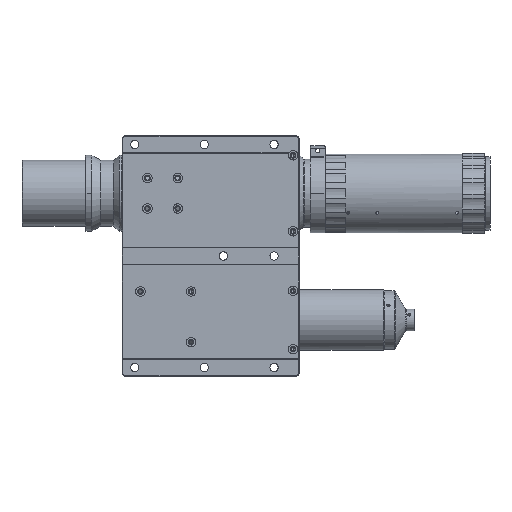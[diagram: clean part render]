
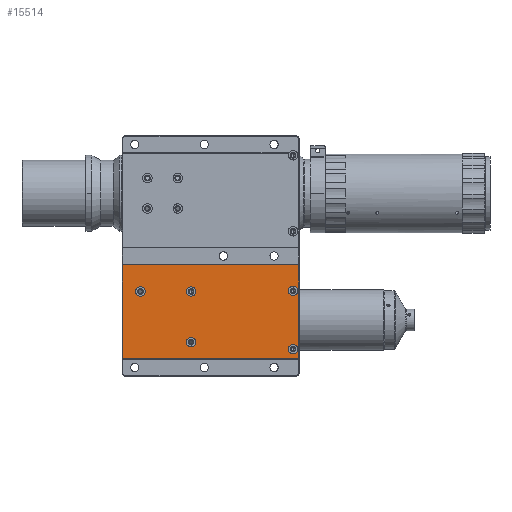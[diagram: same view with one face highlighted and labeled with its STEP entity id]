
A CAD part, front view. The second image highlights one B-rep face of the part: STEP entity #15514.
In plain terms, the highlighted planar face has unit normal (0, -1, 0).
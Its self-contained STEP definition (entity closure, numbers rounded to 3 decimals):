
#13 = DIRECTION ( 'NONE',  ( 0., 1., 0. ) ) ;
#473 = VERTEX_POINT ( 'NONE', #31990 ) ;
#959 = CARTESIAN_POINT ( 'NONE',  ( 213.97, -41.5, -119.25 ) ) ;
#1128 = VERTEX_POINT ( 'NONE', #9541 ) ;
#1303 = CIRCLE ( 'NONE', #37361, 3.75 ) ;
#1335 = CARTESIAN_POINT ( 'NONE',  ( 133.47, -41.5, -117.5 ) ) ;
#1695 = DIRECTION ( 'NONE',  ( 0., 1., 0. ) ) ;
#1705 = CARTESIAN_POINT ( 'NONE',  ( 213.97, -41.5, -77. ) ) ;
#1815 = DIRECTION ( 'NONE',  ( 0., 0., -1. ) ) ;
#3862 = CARTESIAN_POINT ( 'NONE',  ( 218.47, -41.5, -56.5 ) ) ;
#3959 = AXIS2_PLACEMENT_3D ( 'NONE', #38995, #17936, #42108 ) ;
#4543 = DIRECTION ( 'NONE',  ( 0., 1., 0. ) ) ;
#4789 = FACE_OUTER_BOUND ( 'NONE', #34019, .T. ) ;
#5312 = DIRECTION ( 'NONE',  ( 0., 1., 0. ) ) ;
#5528 = VECTOR ( 'NONE', #24442, 1000. ) ;
#6076 = AXIS2_PLACEMENT_3D ( 'NONE', #1705, #5312, #8875 ) ;
#6106 = CIRCLE ( 'NONE', #34091, 3.75 ) ;
#6386 = ORIENTED_EDGE ( 'NONE', *, *, #11075, .T. ) ;
#7051 = EDGE_LOOP ( 'NONE', ( #38766, #24981 ) ) ;
#7749 = CARTESIAN_POINT ( 'NONE',  ( 133.47, -41.5, -73.75 ) ) ;
#8034 = EDGE_CURVE ( 'NONE', #23310, #13697, #38691, .T. ) ;
#8202 = AXIS2_PLACEMENT_3D ( 'NONE', #1335, #26349, #1815 ) ;
#8482 = VERTEX_POINT ( 'NONE', #16575 ) ;
#8499 = ORIENTED_EDGE ( 'NONE', *, *, #36343, .T. ) ;
#8875 = DIRECTION ( 'NONE',  ( 0., 0., -1. ) ) ;
#8912 = ORIENTED_EDGE ( 'NONE', *, *, #29188, .T. ) ;
#9270 = VERTEX_POINT ( 'NONE', #24200 ) ;
#9541 = CARTESIAN_POINT ( 'NONE',  ( 213.97, -41.5, -73.25 ) ) ;
#9573 = VECTOR ( 'NONE', #24737, 1000. ) ;
#11075 = EDGE_CURVE ( 'NONE', #21143, #1128, #22245, .T. ) ;
#11210 = AXIS2_PLACEMENT_3D ( 'NONE', #33684, #16279, #30599 ) ;
#11643 = DIRECTION ( 'NONE',  ( 0., 1., 0. ) ) ;
#11965 = FACE_BOUND ( 'NONE', #21985, .T. ) ;
#12599 = CARTESIAN_POINT ( 'NONE',  ( 218.47, -41.5, -93.5 ) ) ;
#12628 = ORIENTED_EDGE ( 'NONE', *, *, #8034, .T. ) ;
#12766 = CARTESIAN_POINT ( 'NONE',  ( 133.47, -41.5, -121.25 ) ) ;
#13233 = EDGE_CURVE ( 'NONE', #9270, #36994, #36955, .T. ) ;
#13697 = VERTEX_POINT ( 'NONE', #45227 ) ;
#14224 = EDGE_CURVE ( 'NONE', #20445, #34103, #36338, .T. ) ;
#15009 = DIRECTION ( 'NONE',  ( 0., 1., 0. ) ) ;
#15129 = CIRCLE ( 'NONE', #3959, 3.75 ) ;
#15240 = ORIENTED_EDGE ( 'NONE', *, *, #38795, .T. ) ;
#15387 = DIRECTION ( 'NONE',  ( -1., 0., 0. ) ) ;
#15514 = ADVANCED_FACE ( 'NONE', ( #24638, #11965, #34032, #19695, #36205, #4789 ), #41497, .T. ) ;
#15559 = ORIENTED_EDGE ( 'NONE', *, *, #14224, .T. ) ;
#16160 = AXIS2_PLACEMENT_3D ( 'NONE', #34828, #38332, #17285 ) ;
#16279 = DIRECTION ( 'NONE',  ( 0., 1., 0. ) ) ;
#16575 = CARTESIAN_POINT ( 'NONE',  ( 213.97, -41.5, -126.75 ) ) ;
#16732 = DIRECTION ( 'NONE',  ( 0., -1., 0. ) ) ;
#17170 = VERTEX_POINT ( 'NONE', #3862 ) ;
#17209 = EDGE_CURVE ( 'NONE', #17170, #473, #41028, .T. ) ;
#17285 = DIRECTION ( 'NONE',  ( 0., 0., -1. ) ) ;
#17884 = EDGE_LOOP ( 'NONE', ( #6386, #36797 ) ) ;
#17936 = DIRECTION ( 'NONE',  ( 0., 1., 0. ) ) ;
#18632 = AXIS2_PLACEMENT_3D ( 'NONE', #32574, #15009, #22090 ) ;
#18994 = VECTOR ( 'NONE', #15387, 1000. ) ;
#19040 = CARTESIAN_POINT ( 'NONE',  ( 133.47, -41.5, -117.5 ) ) ;
#19464 = AXIS2_PLACEMENT_3D ( 'NONE', #43769, #1695, #40514 ) ;
#19615 = CIRCLE ( 'NONE', #8202, 3.75 ) ;
#19695 = FACE_BOUND ( 'NONE', #17884, .T. ) ;
#20445 = VERTEX_POINT ( 'NONE', #7749 ) ;
#20975 = EDGE_CURVE ( 'NONE', #38441, #40552, #19615, .T. ) ;
#21143 = VERTEX_POINT ( 'NONE', #41991 ) ;
#21985 = EDGE_LOOP ( 'NONE', ( #27372, #15559 ) ) ;
#22090 = DIRECTION ( 'NONE',  ( 0., 0., -1. ) ) ;
#22245 = CIRCLE ( 'NONE', #6076, 3.75 ) ;
#22261 = DIRECTION ( 'NONE',  ( 0., 0., -1. ) ) ;
#22265 = DIRECTION ( 'NONE',  ( 0., 0., -1. ) ) ;
#22295 = CARTESIAN_POINT ( 'NONE',  ( 133.47, -41.5, -113.75 ) ) ;
#23223 = EDGE_LOOP ( 'NONE', ( #8912, #36503 ) ) ;
#23310 = VERTEX_POINT ( 'NONE', #33261 ) ;
#23769 = VERTEX_POINT ( 'NONE', #959 ) ;
#24055 = ORIENTED_EDGE ( 'NONE', *, *, #17209, .T. ) ;
#24200 = CARTESIAN_POINT ( 'NONE',  ( 93.47, -41.5, -73.75 ) ) ;
#24262 = CARTESIAN_POINT ( 'NONE',  ( 218.47, -41.5, -56.5 ) ) ;
#24442 = DIRECTION ( 'NONE',  ( 0., 0., -1. ) ) ;
#24589 = CARTESIAN_POINT ( 'NONE',  ( 148.97, -41.5, -130.5 ) ) ;
#24638 = FACE_BOUND ( 'NONE', #23223, .T. ) ;
#24737 = DIRECTION ( 'NONE',  ( 1., 0., 0. ) ) ;
#24886 = CARTESIAN_POINT ( 'NONE',  ( 79.47, -41.5, -93.5 ) ) ;
#24981 = ORIENTED_EDGE ( 'NONE', *, *, #25079, .T. ) ;
#25079 = EDGE_CURVE ( 'NONE', #40552, #38441, #6106, .T. ) ;
#25927 = CIRCLE ( 'NONE', #11210, 3.75 ) ;
#26349 = DIRECTION ( 'NONE',  ( 0., 1., 0. ) ) ;
#26817 = ORIENTED_EDGE ( 'NONE', *, *, #44687, .F. ) ;
#27372 = ORIENTED_EDGE ( 'NONE', *, *, #43758, .T. ) ;
#29047 = CIRCLE ( 'NONE', #18632, 3.75 ) ;
#29188 = EDGE_CURVE ( 'NONE', #36994, #9270, #25927, .T. ) ;
#29197 = CARTESIAN_POINT ( 'NONE',  ( 213.97, -41.5, -123. ) ) ;
#29784 = AXIS2_PLACEMENT_3D ( 'NONE', #29197, #11643, #22261 ) ;
#30370 = LINE ( 'NONE', #24886, #5528 ) ;
#30599 = DIRECTION ( 'NONE',  ( 0., 0., -1. ) ) ;
#31990 = CARTESIAN_POINT ( 'NONE',  ( 79.47, -41.5, -56.5 ) ) ;
#32574 = CARTESIAN_POINT ( 'NONE',  ( 213.97, -41.5, -123. ) ) ;
#32907 = EDGE_CURVE ( 'NONE', #1128, #21143, #15129, .T. ) ;
#33261 = CARTESIAN_POINT ( 'NONE',  ( 79.47, -41.5, -130.5 ) ) ;
#33684 = CARTESIAN_POINT ( 'NONE',  ( 93.47, -41.5, -77.5 ) ) ;
#34019 = EDGE_LOOP ( 'NONE', ( #12628, #26817, #24055, #8499 ) ) ;
#34032 = FACE_BOUND ( 'NONE', #7051, .T. ) ;
#34091 = AXIS2_PLACEMENT_3D ( 'NONE', #19040, #4543, #22265 ) ;
#34103 = VERTEX_POINT ( 'NONE', #40447 ) ;
#34151 = CARTESIAN_POINT ( 'NONE',  ( 93.47, -41.5, -81.25 ) ) ;
#34730 = DIRECTION ( 'NONE',  ( -1., 0., 0. ) ) ;
#34828 = CARTESIAN_POINT ( 'NONE',  ( 93.47, -41.5, -77.5 ) ) ;
#35032 = DIRECTION ( 'NONE',  ( 0., 0., -1. ) ) ;
#36205 = FACE_BOUND ( 'NONE', #38427, .T. ) ;
#36338 = CIRCLE ( 'NONE', #19464, 3.75 ) ;
#36343 = EDGE_CURVE ( 'NONE', #473, #23310, #30370, .T. ) ;
#36472 = EDGE_CURVE ( 'NONE', #23769, #8482, #42930, .T. ) ;
#36503 = ORIENTED_EDGE ( 'NONE', *, *, #13233, .T. ) ;
#36797 = ORIENTED_EDGE ( 'NONE', *, *, #32907, .T. ) ;
#36955 = CIRCLE ( 'NONE', #16160, 3.75 ) ;
#36994 = VERTEX_POINT ( 'NONE', #34151 ) ;
#37361 = AXIS2_PLACEMENT_3D ( 'NONE', #42401, #13, #35032 ) ;
#38332 = DIRECTION ( 'NONE',  ( 0., 1., 0. ) ) ;
#38427 = EDGE_LOOP ( 'NONE', ( #15240, #41368 ) ) ;
#38441 = VERTEX_POINT ( 'NONE', #12766 ) ;
#38691 = LINE ( 'NONE', #24589, #9573 ) ;
#38766 = ORIENTED_EDGE ( 'NONE', *, *, #20975, .T. ) ;
#38795 = EDGE_CURVE ( 'NONE', #8482, #23769, #29047, .T. ) ;
#38995 = CARTESIAN_POINT ( 'NONE',  ( 213.97, -41.5, -77. ) ) ;
#39245 = VECTOR ( 'NONE', #40894, 1000. ) ;
#40133 = AXIS2_PLACEMENT_3D ( 'NONE', #24262, #16732, #34730 ) ;
#40299 = CARTESIAN_POINT ( 'NONE',  ( 148.97, -41.5, -56.5 ) ) ;
#40447 = CARTESIAN_POINT ( 'NONE',  ( 133.47, -41.5, -81.25 ) ) ;
#40514 = DIRECTION ( 'NONE',  ( 0., 0., -1. ) ) ;
#40552 = VERTEX_POINT ( 'NONE', #22295 ) ;
#40894 = DIRECTION ( 'NONE',  ( 0., 0., -1. ) ) ;
#41028 = LINE ( 'NONE', #40299, #18994 ) ;
#41368 = ORIENTED_EDGE ( 'NONE', *, *, #36472, .T. ) ;
#41497 = PLANE ( 'NONE',  #40133 ) ;
#41991 = CARTESIAN_POINT ( 'NONE',  ( 213.97, -41.5, -80.75 ) ) ;
#42108 = DIRECTION ( 'NONE',  ( 0., 0., -1. ) ) ;
#42401 = CARTESIAN_POINT ( 'NONE',  ( 133.47, -41.5, -77.5 ) ) ;
#42930 = CIRCLE ( 'NONE', #29784, 3.75 ) ;
#43661 = LINE ( 'NONE', #12599, #39245 ) ;
#43758 = EDGE_CURVE ( 'NONE', #34103, #20445, #1303, .T. ) ;
#43769 = CARTESIAN_POINT ( 'NONE',  ( 133.47, -41.5, -77.5 ) ) ;
#44687 = EDGE_CURVE ( 'NONE', #17170, #13697, #43661, .T. ) ;
#45227 = CARTESIAN_POINT ( 'NONE',  ( 218.47, -41.5, -130.5 ) ) ;
